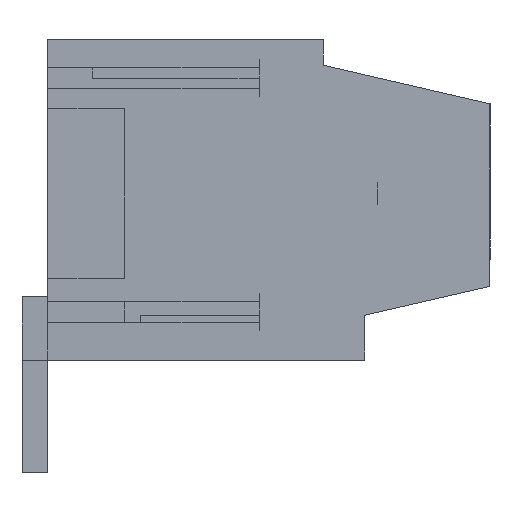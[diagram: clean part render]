
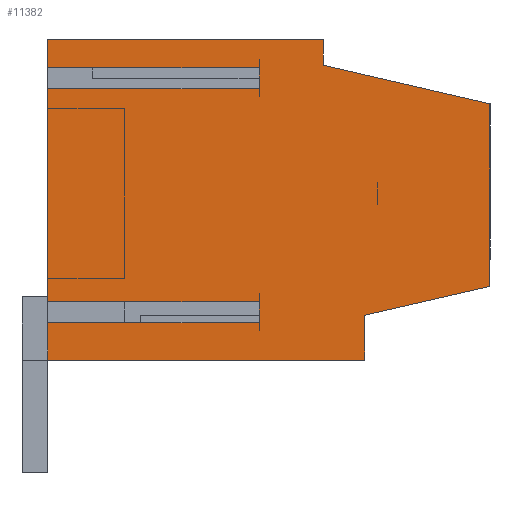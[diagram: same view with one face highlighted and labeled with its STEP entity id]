
A CAD part, left-side view. The second image highlights one B-rep face of the part: STEP entity #11382.
In plain terms, the highlighted planar face has unit normal (-1, 0, 0).
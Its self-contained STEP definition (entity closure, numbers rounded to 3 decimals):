
#11250=AXIS2_PLACEMENT_3D('Plane Axis2P3D',#11247,#11248,#11249) ;
#11247=CARTESIAN_POINT('Axis2P3D Location',(0.,14.6,0.)) ;
#11252=CARTESIAN_POINT('Line Origine',(0.,13.8,8.65)) ;
#11256=CARTESIAN_POINT('Vertex',(0.,13.8,11.975)) ;
#11258=CARTESIAN_POINT('Vertex',(0.,13.8,5.325)) ;
#11261=CARTESIAN_POINT('Line Origine',(0.,10.5,5.325)) ;
#11265=CARTESIAN_POINT('Vertex',(0.,7.2,5.325)) ;
#11268=CARTESIAN_POINT('Line Origine',(0.,7.2,5.)) ;
#11272=CARTESIAN_POINT('Vertex',(0.,7.2,4.675)) ;
#11275=CARTESIAN_POINT('Line Origine',(0.,10.5,4.675)) ;
#11279=CARTESIAN_POINT('Vertex',(0.,13.8,4.675)) ;
#11282=CARTESIAN_POINT('Line Origine',(0.,13.8,4.088)) ;
#11286=CARTESIAN_POINT('Vertex',(0.,13.8,3.5)) ;
#11289=CARTESIAN_POINT('Line Origine',(0.,8.85,3.5)) ;
#11293=CARTESIAN_POINT('Vertex',(0.,3.9,3.5)) ;
#11296=CARTESIAN_POINT('Line Origine',(0.,3.9,4.2)) ;
#11300=CARTESIAN_POINT('Vertex',(0.,3.9,4.9)) ;
#11303=CARTESIAN_POINT('Line Origine',(0.,1.95,5.35)) ;
#11307=CARTESIAN_POINT('Vertex',(0.,0.,5.8)) ;
#11310=CARTESIAN_POINT('Line Origine',(0.,0.,8.65)) ;
#11314=CARTESIAN_POINT('Vertex',(0.,0.,11.499)) ;
#11317=CARTESIAN_POINT('Line Origine',(0.,2.6,12.1)) ;
#11321=CARTESIAN_POINT('Vertex',(0.,5.2,12.7)) ;
#11324=CARTESIAN_POINT('Line Origine',(0.,5.2,13.1)) ;
#11328=CARTESIAN_POINT('Vertex',(0.,5.2,13.5)) ;
#11331=CARTESIAN_POINT('Line Origine',(0.,9.5,13.5)) ;
#11335=CARTESIAN_POINT('Vertex',(0.,13.8,13.5)) ;
#11338=CARTESIAN_POINT('Line Origine',(0.,13.8,13.062)) ;
#11342=CARTESIAN_POINT('Vertex',(0.,13.8,12.625)) ;
#11345=CARTESIAN_POINT('Line Origine',(0.,10.5,12.625)) ;
#11349=CARTESIAN_POINT('Vertex',(0.,7.2,12.625)) ;
#11352=CARTESIAN_POINT('Line Origine',(0.,7.2,12.3)) ;
#11356=CARTESIAN_POINT('Vertex',(0.,7.2,11.975)) ;
#11359=CARTESIAN_POINT('Line Origine',(0.,10.5,11.975)) ;
#11248=DIRECTION('Axis2P3D Direction',(-1.,0.,0.)) ;
#11249=DIRECTION('Axis2P3D XDirection',(0.,-1.,0.)) ;
#11253=DIRECTION('Vector Direction',(0.,0.,-1.)) ;
#11262=DIRECTION('Vector Direction',(0.,-1.,0.)) ;
#11269=DIRECTION('Vector Direction',(0.,0.,-1.)) ;
#11276=DIRECTION('Vector Direction',(0.,-1.,0.)) ;
#11283=DIRECTION('Vector Direction',(0.,0.,-1.)) ;
#11290=DIRECTION('Vector Direction',(0.,-1.,0.)) ;
#11297=DIRECTION('Vector Direction',(0.,0.,1.)) ;
#11304=DIRECTION('Vector Direction',(0.,-0.974,0.225)) ;
#11311=DIRECTION('Vector Direction',(0.,0.,1.)) ;
#11318=DIRECTION('Vector Direction',(0.,0.974,0.225)) ;
#11325=DIRECTION('Vector Direction',(0.,0.,1.)) ;
#11332=DIRECTION('Vector Direction',(0.,1.,0.)) ;
#11339=DIRECTION('Vector Direction',(0.,0.,-1.)) ;
#11346=DIRECTION('Vector Direction',(0.,-1.,0.)) ;
#11353=DIRECTION('Vector Direction',(0.,0.,-1.)) ;
#11360=DIRECTION('Vector Direction',(0.,-1.,0.)) ;
#11254=VECTOR('Line Direction',#11253,1.) ;
#11263=VECTOR('Line Direction',#11262,1.) ;
#11270=VECTOR('Line Direction',#11269,1.) ;
#11277=VECTOR('Line Direction',#11276,1.) ;
#11284=VECTOR('Line Direction',#11283,1.) ;
#11291=VECTOR('Line Direction',#11290,1.) ;
#11298=VECTOR('Line Direction',#11297,1.) ;
#11305=VECTOR('Line Direction',#11304,1.) ;
#11312=VECTOR('Line Direction',#11311,1.) ;
#11319=VECTOR('Line Direction',#11318,1.) ;
#11326=VECTOR('Line Direction',#11325,1.) ;
#11333=VECTOR('Line Direction',#11332,1.) ;
#11340=VECTOR('Line Direction',#11339,1.) ;
#11347=VECTOR('Line Direction',#11346,1.) ;
#11354=VECTOR('Line Direction',#11353,1.) ;
#11361=VECTOR('Line Direction',#11360,1.) ;
#11365=ORIENTED_EDGE('',*,*,#11260,.T.) ;
#11366=ORIENTED_EDGE('',*,*,#11267,.T.) ;
#11367=ORIENTED_EDGE('',*,*,#11274,.T.) ;
#11368=ORIENTED_EDGE('',*,*,#11281,.F.) ;
#11369=ORIENTED_EDGE('',*,*,#11288,.T.) ;
#11370=ORIENTED_EDGE('',*,*,#11295,.T.) ;
#11371=ORIENTED_EDGE('',*,*,#11302,.T.) ;
#11372=ORIENTED_EDGE('',*,*,#11309,.T.) ;
#11373=ORIENTED_EDGE('',*,*,#11316,.T.) ;
#11374=ORIENTED_EDGE('',*,*,#11323,.T.) ;
#11375=ORIENTED_EDGE('',*,*,#11330,.T.) ;
#11376=ORIENTED_EDGE('',*,*,#11337,.T.) ;
#11377=ORIENTED_EDGE('',*,*,#11344,.T.) ;
#11378=ORIENTED_EDGE('',*,*,#11351,.T.) ;
#11379=ORIENTED_EDGE('',*,*,#11358,.T.) ;
#11380=ORIENTED_EDGE('',*,*,#11363,.F.) ;
#11382=ADVANCED_FACE('HOUSING',(#11381),#11251,.T.) ;
#11260=EDGE_CURVE('',#11257,#11259,#11255,.T.) ;
#11267=EDGE_CURVE('',#11259,#11266,#11264,.T.) ;
#11274=EDGE_CURVE('',#11266,#11273,#11271,.T.) ;
#11281=EDGE_CURVE('',#11280,#11273,#11278,.T.) ;
#11288=EDGE_CURVE('',#11280,#11287,#11285,.T.) ;
#11295=EDGE_CURVE('',#11287,#11294,#11292,.T.) ;
#11302=EDGE_CURVE('',#11294,#11301,#11299,.T.) ;
#11309=EDGE_CURVE('',#11301,#11308,#11306,.T.) ;
#11316=EDGE_CURVE('',#11308,#11315,#11313,.T.) ;
#11323=EDGE_CURVE('',#11315,#11322,#11320,.T.) ;
#11330=EDGE_CURVE('',#11322,#11329,#11327,.T.) ;
#11337=EDGE_CURVE('',#11329,#11336,#11334,.T.) ;
#11344=EDGE_CURVE('',#11336,#11343,#11341,.T.) ;
#11351=EDGE_CURVE('',#11343,#11350,#11348,.T.) ;
#11358=EDGE_CURVE('',#11350,#11357,#11355,.T.) ;
#11363=EDGE_CURVE('',#11257,#11357,#11362,.T.) ;
#11364=EDGE_LOOP('',(#11365,#11366,#11367,#11368,#11369,#11370,#11371,#11372,#11373,#11374,#11375,#11376,#11377,#11378,#11379,#11380)) ;
#11381=FACE_OUTER_BOUND('',#11364,.T.) ;
#11255=LINE('Line',#11252,#11254) ;
#11264=LINE('Line',#11261,#11263) ;
#11271=LINE('Line',#11268,#11270) ;
#11278=LINE('Line',#11275,#11277) ;
#11285=LINE('Line',#11282,#11284) ;
#11292=LINE('Line',#11289,#11291) ;
#11299=LINE('Line',#11296,#11298) ;
#11306=LINE('Line',#11303,#11305) ;
#11313=LINE('Line',#11310,#11312) ;
#11320=LINE('Line',#11317,#11319) ;
#11327=LINE('Line',#11324,#11326) ;
#11334=LINE('Line',#11331,#11333) ;
#11341=LINE('Line',#11338,#11340) ;
#11348=LINE('Line',#11345,#11347) ;
#11355=LINE('Line',#11352,#11354) ;
#11362=LINE('Line',#11359,#11361) ;
#11251=PLANE('',#11250) ;
#11257=VERTEX_POINT('',#11256) ;
#11259=VERTEX_POINT('',#11258) ;
#11266=VERTEX_POINT('',#11265) ;
#11273=VERTEX_POINT('',#11272) ;
#11280=VERTEX_POINT('',#11279) ;
#11287=VERTEX_POINT('',#11286) ;
#11294=VERTEX_POINT('',#11293) ;
#11301=VERTEX_POINT('',#11300) ;
#11308=VERTEX_POINT('',#11307) ;
#11315=VERTEX_POINT('',#11314) ;
#11322=VERTEX_POINT('',#11321) ;
#11329=VERTEX_POINT('',#11328) ;
#11336=VERTEX_POINT('',#11335) ;
#11343=VERTEX_POINT('',#11342) ;
#11350=VERTEX_POINT('',#11349) ;
#11357=VERTEX_POINT('',#11356) ;
